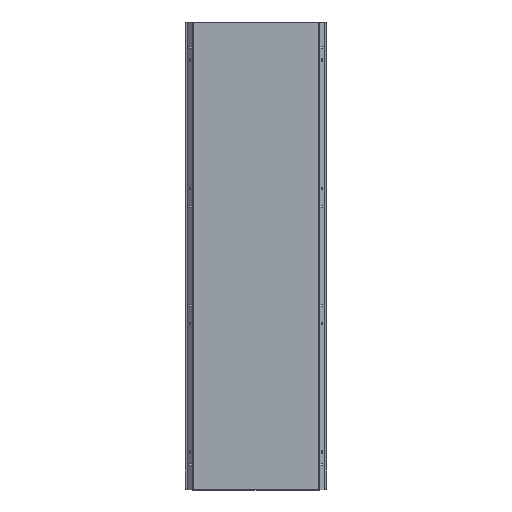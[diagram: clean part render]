
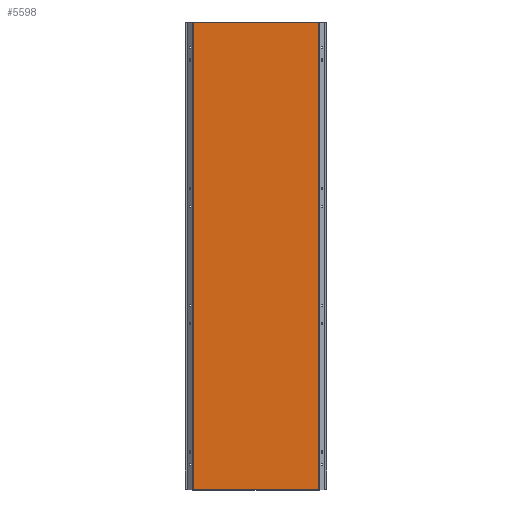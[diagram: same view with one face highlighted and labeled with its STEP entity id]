
A CAD part, top view. The second image highlights one B-rep face of the part: STEP entity #5598.
In plain terms, the highlighted planar face has unit normal (0, 0, 1).
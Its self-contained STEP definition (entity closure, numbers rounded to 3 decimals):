
#13 = CARTESIAN_POINT ( 'NONE',  ( -261.5, -970.5, 0. ) ) ;
#931 = EDGE_LOOP ( 'NONE', ( #4424, #3408, #2863, #2117 ) ) ;
#1102 = LINE ( 'NONE', #3391, #5225 ) ;
#1221 = CARTESIAN_POINT ( 'NONE',  ( -261.5, -970.5, 0. ) ) ;
#1332 = LINE ( 'NONE', #1221, #3403 ) ;
#1351 = DIRECTION ( 'NONE',  ( -1., 0., 0. ) ) ;
#1810 = VERTEX_POINT ( 'NONE', #5036 ) ;
#1871 = DIRECTION ( 'NONE',  ( 0., 1., 0. ) ) ;
#2117 = ORIENTED_EDGE ( 'NONE', *, *, #2165, .T. ) ;
#2165 = EDGE_CURVE ( 'NONE', #5030, #1810, #1102, .T. ) ;
#2475 = FACE_OUTER_BOUND ( 'NONE', #931, .T. ) ;
#2497 = VERTEX_POINT ( 'NONE', #3119 ) ;
#2549 = DIRECTION ( 'NONE',  ( 0., 0., -1. ) ) ;
#2863 = ORIENTED_EDGE ( 'NONE', *, *, #6016, .T. ) ;
#2976 = VECTOR ( 'NONE', #1871, 1000. ) ;
#3119 = CARTESIAN_POINT ( 'NONE',  ( -261.5, 970.5, 0. ) ) ;
#3236 = LINE ( 'NONE', #4947, #7268 ) ;
#3391 = CARTESIAN_POINT ( 'NONE',  ( -261.5, -970.5, 0. ) ) ;
#3403 = VECTOR ( 'NONE', #4127, 1000. ) ;
#3408 = ORIENTED_EDGE ( 'NONE', *, *, #3979, .T. ) ;
#3529 = LINE ( 'NONE', #5849, #2976 ) ;
#3796 = EDGE_CURVE ( 'NONE', #1810, #6461, #3529, .T. ) ;
#3979 = EDGE_CURVE ( 'NONE', #6461, #2497, #3236, .T. ) ;
#4127 = DIRECTION ( 'NONE',  ( 0., -1., 0. ) ) ;
#4221 = PLANE ( 'NONE',  #5173 ) ;
#4424 = ORIENTED_EDGE ( 'NONE', *, *, #3796, .T. ) ;
#4947 = CARTESIAN_POINT ( 'NONE',  ( -261.5, 970.5, 0. ) ) ;
#5030 = VERTEX_POINT ( 'NONE', #13 ) ;
#5036 = CARTESIAN_POINT ( 'NONE',  ( 261.5, -970.5, 0. ) ) ;
#5173 = AXIS2_PLACEMENT_3D ( 'NONE', #6462, #2549, #1351 ) ;
#5225 = VECTOR ( 'NONE', #6147, 1000. ) ;
#5373 = CARTESIAN_POINT ( 'NONE',  ( 261.5, 970.5, 0. ) ) ;
#5539 = DIRECTION ( 'NONE',  ( -1., 0., 0. ) ) ;
#5598 = ADVANCED_FACE ( 'NONE', ( #2475 ), #4221, .F. ) ;
#5849 = CARTESIAN_POINT ( 'NONE',  ( 261.5, -970.5, 0. ) ) ;
#6016 = EDGE_CURVE ( 'NONE', #2497, #5030, #1332, .T. ) ;
#6147 = DIRECTION ( 'NONE',  ( 1., 0., 0. ) ) ;
#6461 = VERTEX_POINT ( 'NONE', #5373 ) ;
#6462 = CARTESIAN_POINT ( 'NONE',  ( 0., 0., 0. ) ) ;
#7268 = VECTOR ( 'NONE', #5539, 1000. ) ;
